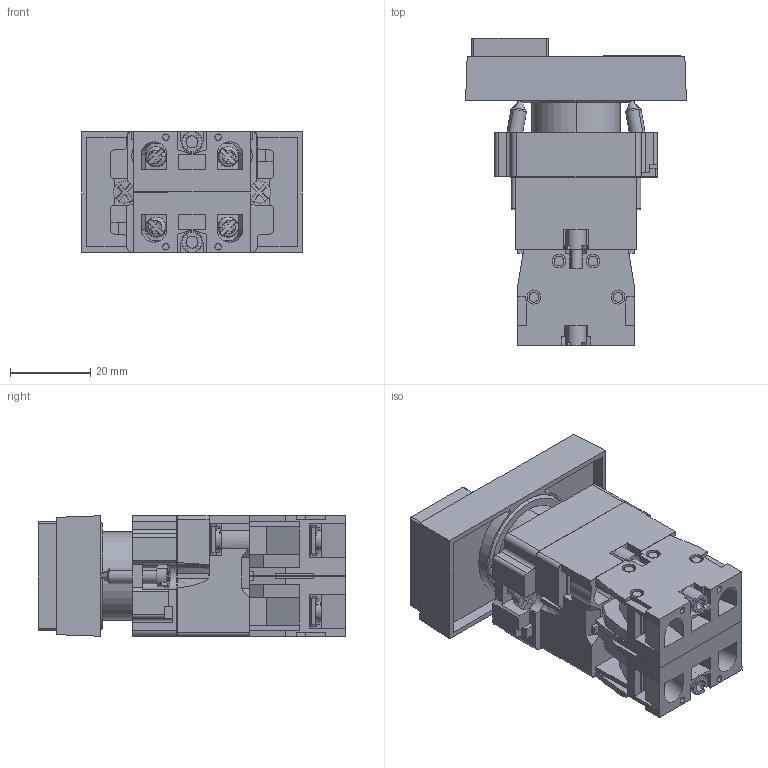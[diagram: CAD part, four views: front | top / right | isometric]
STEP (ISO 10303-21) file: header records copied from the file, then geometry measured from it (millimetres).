
FILE_DESCRIPTION (( 'STEP AP214' ), '1' );
FILE_NAME ('BBD40-BW-K51 Êíîïêà óïðàâëåíèÿ LAY5-BW8465 I-O ñäâîåííàÿ ñ ïîäñâåòêîé ÈÝÊ.STEP', '2017-11-01T11:46:45', ( '' ), ( '' ), 'SwSTEP 2.0', 'SolidWorks 2014', '' );
FILE_SCHEMA (( 'AUTOMOTIVE_DESIGN' ));
Length unit declared in the file: millimetre
Products named in the file (1): BBD40-BW-K51 Êíîïêà óïðàâëåíèÿ LAY5-BW8465 I-O ñäâîåííàÿ ñ ïîäñâåòêîé ÈÝÊ
Bounding box: 55 x 76.5 x 30 mm (x, y, z)
Volume: 59813.5 mm3; surface area: 28158.1 mm2
Topology: 5 solids, 5 shells, 836 faces, 2275 edges, 1506 vertices
Faces by surface type: plane 639, cylinder 155, torus 18, cone 12, bspline 12
Entity records: 26731 total; most frequent: CARTESIAN_POINT 5184, ORIENTED_EDGE 4550, DIRECTION 4341, EDGE_CURVE 2275, LINE 1735, VECTOR 1735, VERTEX_POINT 1506, AXIS2_PLACEMENT_3D 1303
